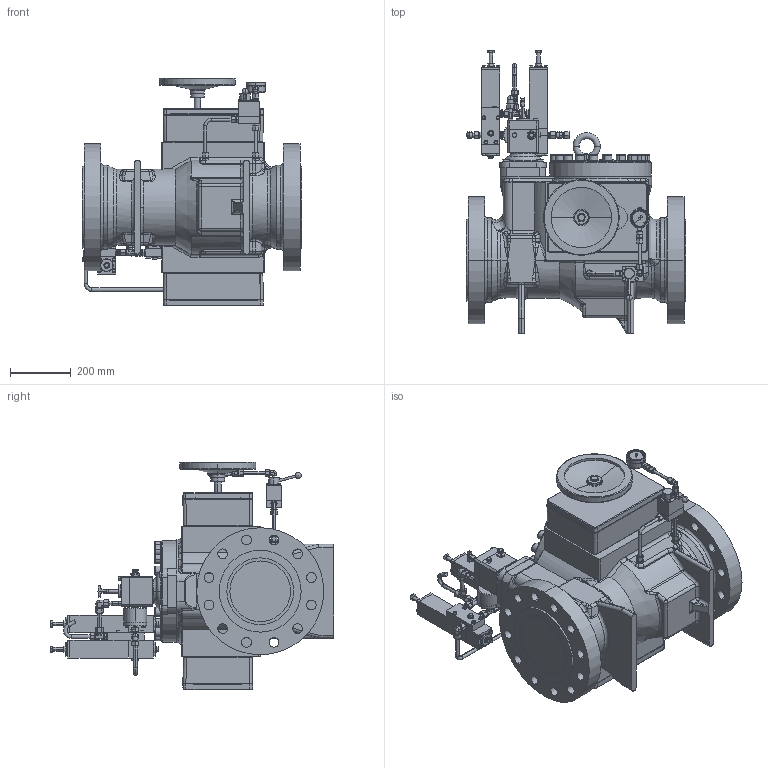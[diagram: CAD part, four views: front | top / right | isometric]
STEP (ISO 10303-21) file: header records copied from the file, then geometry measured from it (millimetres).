
FILE_DESCRIPTION (( 'STEP AP203' ), '1' );
FILE_NAME ('HON711-DN200-HON910a-HOM670-K18-K19-rechts.STEP', '2020-03-02T10:26:44', ( '' ), ( '' ), 'SwSTEP 2.0', 'SolidWorks 2017', '' );
FILE_SCHEMA (( 'CONFIG_CONTROL_DESIGN' ));
Length unit declared in the file: millimetre
Products named in the file (1): HON711-DN200-HON910a-HOM670-K18-K19-rechts
Bounding box: 725.25 x 933.82 x 750.5 mm (x, y, z)
Volume: 115140280.5 mm3; surface area: 2845113 mm2
Topology: 2 solids, 2 shells, 3813 faces, 8831 edges, 5237 vertices
Faces by surface type: plane 1416, cylinder 963, cone 759, bspline 395, torus 244, sphere 36
Entity records: 133666 total; most frequent: CARTESIAN_POINT 50612, ORIENTED_EDGE 17496, DIRECTION 16897, EDGE_CURVE 8748, AXIS2_PLACEMENT_3D 6769, VERTEX_POINT 5234, EDGE_LOOP 4228, FACE_OUTER_BOUND 3813
